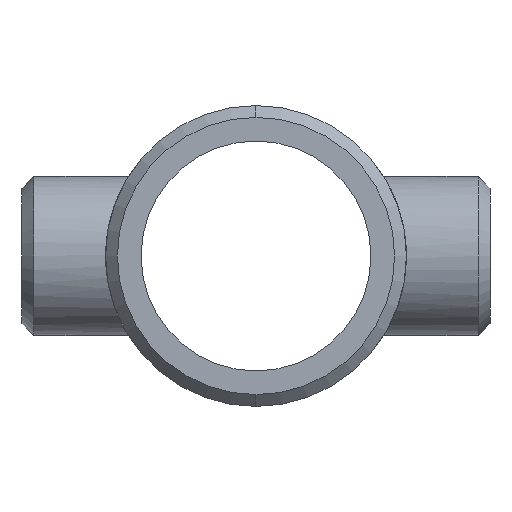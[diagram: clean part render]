
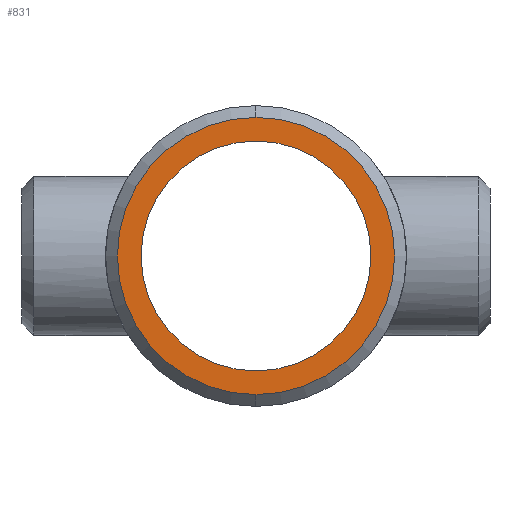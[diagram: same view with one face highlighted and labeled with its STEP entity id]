
A CAD part, left-side view. The second image highlights one B-rep face of the part: STEP entity #831.
In plain terms, the highlighted planar face has unit normal (-1, 0, 0).
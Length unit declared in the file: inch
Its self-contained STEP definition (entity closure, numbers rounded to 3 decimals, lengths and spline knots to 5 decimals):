
#10 = CIRCLE ( 'NONE', #477, 1.719 ) ;
#15 = CARTESIAN_POINT ( 'NONE',  ( -4.12, 0., 0. ) ) ;
#30 = DIRECTION ( 'NONE',  ( 0., 0., -1. ) ) ;
#31 = EDGE_CURVE ( 'NONE', #790, #1062, #842, .T. ) ;
#42 = ORIENTED_EDGE ( 'NONE', *, *, #31, .T. ) ;
#73 = CARTESIAN_POINT ( 'NONE',  ( -4.12, 0., 0. ) ) ;
#76 = DIRECTION ( 'NONE',  ( -1., 0., 0. ) ) ;
#80 = ORIENTED_EDGE ( 'NONE', *, *, #1036, .T. ) ;
#92 = DIRECTION ( 'NONE',  ( 0., 0., 1. ) ) ;
#139 = AXIS2_PLACEMENT_3D ( 'NONE', #768, #76, #1064 ) ;
#164 = VERTEX_POINT ( 'NONE', #365 ) ;
#182 = DIRECTION ( 'NONE',  ( 1., 0., 0. ) ) ;
#247 = CARTESIAN_POINT ( 'NONE',  ( -4.12, 0., -2.073 ) ) ;
#300 = PLANE ( 'NONE',  #573 ) ;
#320 = ORIENTED_EDGE ( 'NONE', *, *, #813, .T. ) ;
#365 = CARTESIAN_POINT ( 'NONE',  ( -4.12, 0., -1.719 ) ) ;
#378 = EDGE_CURVE ( 'NONE', #1050, #164, #10, .T. ) ;
#431 = CARTESIAN_POINT ( 'NONE',  ( -4.12, 0., 1.719 ) ) ;
#477 = AXIS2_PLACEMENT_3D ( 'NONE', #1100, #182, #92 ) ;
#485 = AXIS2_PLACEMENT_3D ( 'NONE', #73, #1154, #767 ) ;
#573 = AXIS2_PLACEMENT_3D ( 'NONE', #658, #739, #30 ) ;
#658 = CARTESIAN_POINT ( 'NONE',  ( -4.12, 0., 0. ) ) ;
#680 = CIRCLE ( 'NONE', #1088, 2.073 ) ;
#704 = EDGE_LOOP ( 'NONE', ( #320, #42 ) ) ;
#739 = DIRECTION ( 'NONE',  ( -1., 0., 0. ) ) ;
#767 = DIRECTION ( 'NONE',  ( 0., 0., 1. ) ) ;
#768 = CARTESIAN_POINT ( 'NONE',  ( -4.12, 0., 0. ) ) ;
#790 = VERTEX_POINT ( 'NONE', #945 ) ;
#806 = ORIENTED_EDGE ( 'NONE', *, *, #378, .T. ) ;
#813 = EDGE_CURVE ( 'NONE', #1062, #790, #680, .T. ) ;
#831 = ADVANCED_FACE ( 'NONE', ( #927, #1041 ), #300, .T. ) ;
#842 = CIRCLE ( 'NONE', #139, 2.073 ) ;
#851 = DIRECTION ( 'NONE',  ( 0., 0., 1. ) ) ;
#927 = FACE_OUTER_BOUND ( 'NONE', #704, .T. ) ;
#945 = CARTESIAN_POINT ( 'NONE',  ( -4.12, 0., 2.073 ) ) ;
#951 = CIRCLE ( 'NONE', #485, 1.719 ) ;
#984 = EDGE_LOOP ( 'NONE', ( #806, #80 ) ) ;
#1036 = EDGE_CURVE ( 'NONE', #164, #1050, #951, .T. ) ;
#1041 = FACE_BOUND ( 'NONE', #984, .T. ) ;
#1050 = VERTEX_POINT ( 'NONE', #431 ) ;
#1062 = VERTEX_POINT ( 'NONE', #247 ) ;
#1064 = DIRECTION ( 'NONE',  ( 0., 0., 1. ) ) ;
#1088 = AXIS2_PLACEMENT_3D ( 'NONE', #15, #1128, #851 ) ;
#1100 = CARTESIAN_POINT ( 'NONE',  ( -4.12, 0., 0. ) ) ;
#1128 = DIRECTION ( 'NONE',  ( -1., 0., 0. ) ) ;
#1154 = DIRECTION ( 'NONE',  ( 1., 0., 0. ) ) ;
